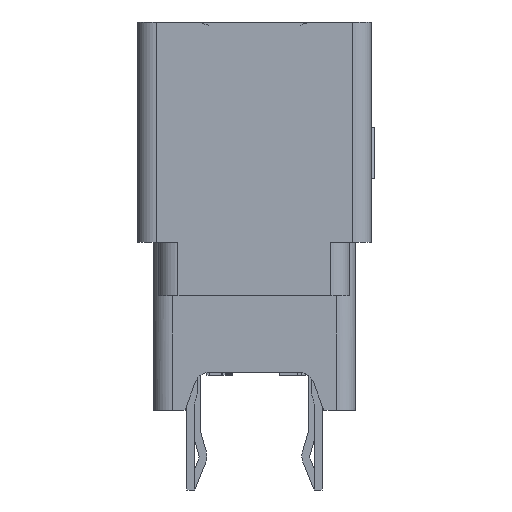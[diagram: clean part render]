
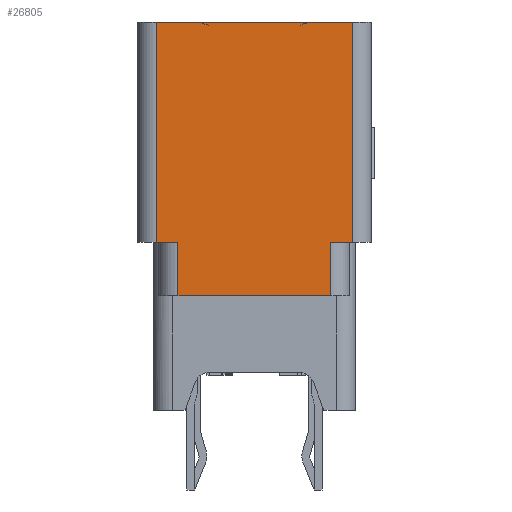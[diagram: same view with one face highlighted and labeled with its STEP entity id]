
A CAD part, left-side view. The second image highlights one B-rep face of the part: STEP entity #26805.
In plain terms, the highlighted planar face has unit normal (-1, 0, 0).
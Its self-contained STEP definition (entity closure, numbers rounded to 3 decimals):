
#13=DIRECTION('',(0.,0.,-1.));
#14=VECTOR('',#13,8.788);
#15=CARTESIAN_POINT('',(-69.342,3.912,0.));
#16=LINE('',#15,#14);
#17=DIRECTION('',(0.,-1.,0.));
#18=VECTOR('',#17,7.823);
#19=CARTESIAN_POINT('',(-69.342,3.912,0.));
#20=LINE('',#19,#18);
#21=DIRECTION('',(0.,0.,1.));
#22=VECTOR('',#21,8.788);
#23=CARTESIAN_POINT('',(-69.342,-3.912,-8.788));
#24=LINE('',#23,#22);
#25=DIRECTION('',(0.,0.,1.));
#26=VECTOR('',#25,2.134);
#27=CARTESIAN_POINT('',(-69.342,-3.048,-10.922));
#28=LINE('',#27,#26);
#39=DIRECTION('',(0.,-1.,0.));
#40=VECTOR('',#39,0.864);
#41=CARTESIAN_POINT('',(-69.342,3.912,-8.788));
#42=LINE('',#41,#40);
#120=DIRECTION('',(0.,-1.,0.));
#121=VECTOR('',#120,0.864);
#122=CARTESIAN_POINT('',(-69.342,-3.048,-8.788));
#123=LINE('',#122,#121);
#2394=DIRECTION('',(0.,0.,1.));
#2395=VECTOR('',#2394,2.134);
#2396=CARTESIAN_POINT('',(-69.342,3.048,-10.922));
#2397=LINE('',#2396,#2395);
#2407=DIRECTION('',(0.,1.,0.));
#2408=VECTOR('',#2407,6.096);
#2409=CARTESIAN_POINT('',(-69.342,-3.048,-10.922));
#2410=LINE('',#2409,#2408);
#20601=CARTESIAN_POINT('',(-69.342,3.912,-8.788));
#20603=VERTEX_POINT('',#20601);
#20607=CARTESIAN_POINT('',(-69.342,3.912,0.));
#20608=VERTEX_POINT('',#20607);
#20609=CARTESIAN_POINT('',(-69.342,-3.912,0.));
#20610=VERTEX_POINT('',#20609);
#20631=CARTESIAN_POINT('',(-69.342,-3.912,-8.788));
#20632=VERTEX_POINT('',#20631);
#26687=CARTESIAN_POINT('',(-69.342,-3.048,-10.922));
#26689=VERTEX_POINT('',#26687);
#26690=CARTESIAN_POINT('',(-69.342,3.048,-10.922));
#26691=VERTEX_POINT('',#26690);
#26704=CARTESIAN_POINT('',(-69.342,-3.048,-8.788));
#26705=VERTEX_POINT('',#26704);
#26706=CARTESIAN_POINT('',(-69.342,3.048,-8.788));
#26708=VERTEX_POINT('',#26706);
#26782=CARTESIAN_POINT('',(-69.342,0.,0.));
#26783=DIRECTION('',(1.,0.,0.));
#26784=DIRECTION('',(0.,0.,-1.));
#26785=AXIS2_PLACEMENT_3D('',#26782,#26783,#26784);
#26786=PLANE('',#26785);
#26788=ORIENTED_EDGE('',*,*,#26787,.F.);
#26790=ORIENTED_EDGE('',*,*,#26789,.T.);
#26792=ORIENTED_EDGE('',*,*,#26791,.F.);
#26794=ORIENTED_EDGE('',*,*,#26793,.F.);
#26796=ORIENTED_EDGE('',*,*,#26795,.F.);
#26798=ORIENTED_EDGE('',*,*,#26797,.T.);
#26800=ORIENTED_EDGE('',*,*,#26799,.T.);
#26802=ORIENTED_EDGE('',*,*,#26801,.F.);
#26803=EDGE_LOOP('',(#26788,#26790,#26792,#26794,#26796,#26798,#26800,#26802));
#26804=FACE_OUTER_BOUND('',#26803,.F.);
#26787=EDGE_CURVE('',#20608,#20603,#16,.T.);
#26789=EDGE_CURVE('',#20608,#20610,#20,.T.);
#26791=EDGE_CURVE('',#20632,#20610,#24,.T.);
#26793=EDGE_CURVE('',#26705,#20632,#123,.T.);
#26795=EDGE_CURVE('',#26689,#26705,#28,.T.);
#26797=EDGE_CURVE('',#26689,#26691,#2410,.T.);
#26799=EDGE_CURVE('',#26691,#26708,#2397,.T.);
#26801=EDGE_CURVE('',#20603,#26708,#42,.T.);
#26805=ADVANCED_FACE('',(#26804),#26786,.F.);
